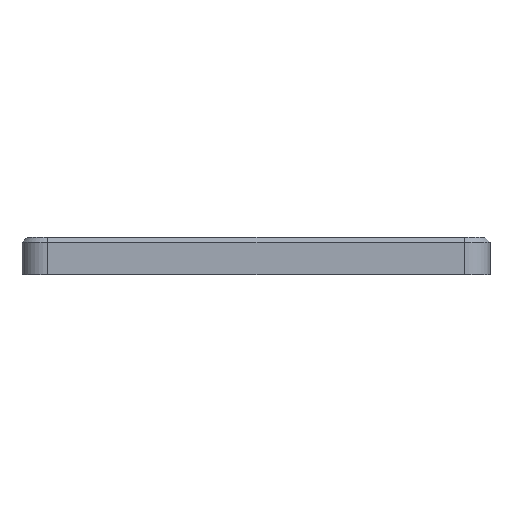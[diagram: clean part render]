
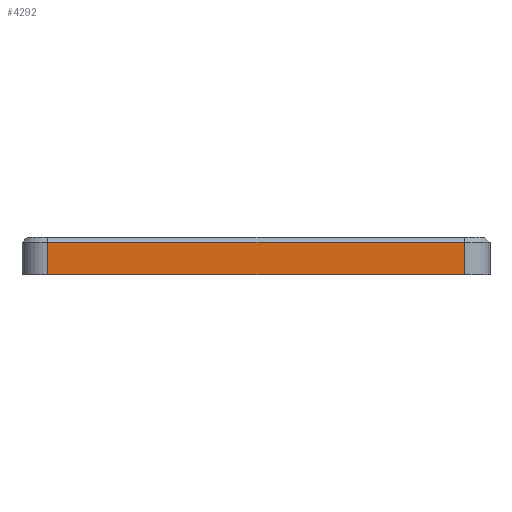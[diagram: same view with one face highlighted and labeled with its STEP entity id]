
A CAD part, left-side view. The second image highlights one B-rep face of the part: STEP entity #4292.
In plain terms, the highlighted planar face has unit normal (-1, 0, 0).
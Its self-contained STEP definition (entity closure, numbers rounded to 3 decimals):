
#103=PLANE('',#4591);
#265=FACE_OUTER_BOUND('',#521,.T.);
#521=EDGE_LOOP('',(#3141,#3142,#3143,#3144));
#771=LINE('',#6349,#1264);
#870=LINE('',#6550,#1363);
#871=LINE('',#6554,#1364);
#872=LINE('',#6555,#1365);
#1264=VECTOR('',#5049,10.);
#1363=VECTOR('',#5198,10.);
#1364=VECTOR('',#5203,10.);
#1365=VECTOR('',#5204,1000.);
#1922=VERTEX_POINT('',#6346);
#1923=VERTEX_POINT('',#6348);
#2000=VERTEX_POINT('',#6549);
#2001=VERTEX_POINT('',#6553);
#2329=EDGE_CURVE('',#1922,#1923,#771,.T.);
#2430=EDGE_CURVE('',#2000,#1923,#870,.T.);
#2432=EDGE_CURVE('',#2001,#1922,#871,.T.);
#2433=EDGE_CURVE('',#2001,#2000,#872,.T.);
#3141=ORIENTED_EDGE('',*,*,#2432,.F.);
#3142=ORIENTED_EDGE('',*,*,#2433,.T.);
#3143=ORIENTED_EDGE('',*,*,#2430,.T.);
#3144=ORIENTED_EDGE('',*,*,#2329,.F.);
#4292=ADVANCED_FACE('',(#265),#103,.F.);
#4591=AXIS2_PLACEMENT_3D('',#6552,#5201,#5202);
#5049=DIRECTION('',(0.,1.,0.));
#5198=DIRECTION('',(0.,0.,-1.));
#5201=DIRECTION('center_axis',(1.,0.,0.));
#5202=DIRECTION('ref_axis',(0.,1.,0.));
#5203=DIRECTION('',(0.,0.,-1.));
#5204=DIRECTION('',(0.,1.,0.));
#6346=CARTESIAN_POINT('',(26.345,-125.475,-0.8));
#6348=CARTESIAN_POINT('',(26.345,-44.321,-0.8));
#6349=CARTESIAN_POINT('',(26.345,-85.164,-0.8));
#6549=CARTESIAN_POINT('',(26.345,-44.321,5.53));
#6550=CARTESIAN_POINT('',(26.345,-44.321,0.2));
#6552=CARTESIAN_POINT('Origin',(26.345,-84.898,6.53));
#6553=CARTESIAN_POINT('',(26.345,-125.475,5.53));
#6554=CARTESIAN_POINT('',(26.345,-125.475,0.2));
#6555=CARTESIAN_POINT('',(26.345,-44.321,5.53));
